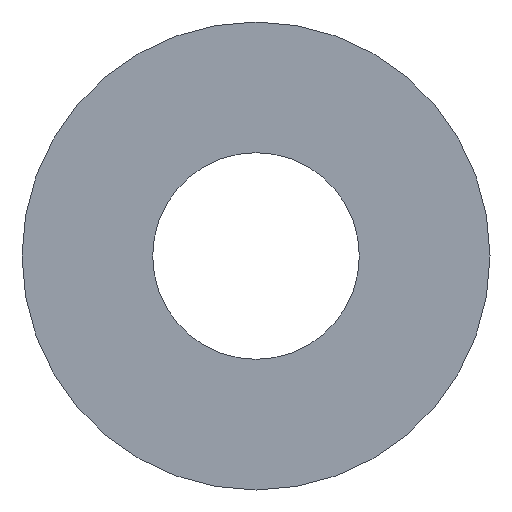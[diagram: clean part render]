
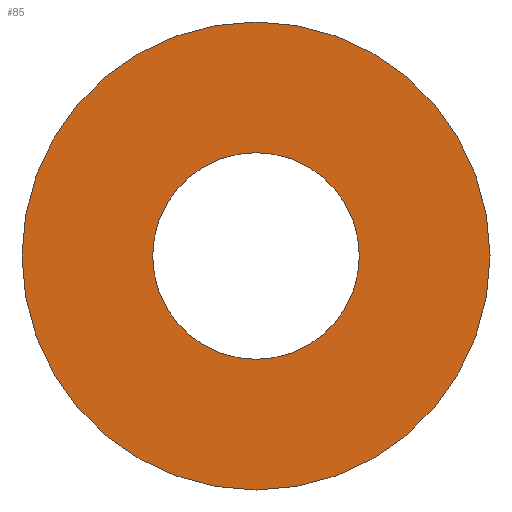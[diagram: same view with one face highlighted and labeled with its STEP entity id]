
A CAD part, front view. The second image highlights one B-rep face of the part: STEP entity #85.
In plain terms, the highlighted planar face has unit normal (0, -1, 0).
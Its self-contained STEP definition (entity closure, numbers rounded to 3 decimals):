
#1 = PLANE ( 'NONE',  #30 ) ;
#2 = DIRECTION ( 'NONE',  ( 0., 0., 1. ) ) ;
#6 = DIRECTION ( 'NONE',  ( 0., 0., 1. ) ) ;
#12 = CARTESIAN_POINT ( 'NONE',  ( 0., 0., 0. ) ) ;
#15 = FACE_BOUND ( 'NONE', #117, .T. ) ;
#29 = DIRECTION ( 'NONE',  ( 0., 1., 0. ) ) ;
#30 = AXIS2_PLACEMENT_3D ( 'NONE', #161, #196, #2 ) ;
#38 = VERTEX_POINT ( 'NONE', #157 ) ;
#41 = VERTEX_POINT ( 'NONE', #102 ) ;
#49 = CARTESIAN_POINT ( 'NONE',  ( 0., 0., 0. ) ) ;
#57 = CIRCLE ( 'NONE', #232, 3.975 ) ;
#68 = DIRECTION ( 'NONE',  ( 0., 0., 1. ) ) ;
#85 = ADVANCED_FACE ( 'NONE', ( #204, #15 ), #1, .F. ) ;
#96 = VERTEX_POINT ( 'NONE', #217 ) ;
#102 = CARTESIAN_POINT ( 'NONE',  ( 0., 0., -3.975 ) ) ;
#103 = EDGE_CURVE ( 'NONE', #174, #38, #155, .T. ) ;
#114 = AXIS2_PLACEMENT_3D ( 'NONE', #12, #244, #133 ) ;
#117 = EDGE_LOOP ( 'NONE', ( #139, #120 ) ) ;
#120 = ORIENTED_EDGE ( 'NONE', *, *, #149, .T. ) ;
#121 = EDGE_CURVE ( 'NONE', #41, #96, #57, .T. ) ;
#124 = EDGE_LOOP ( 'NONE', ( #190, #200 ) ) ;
#126 = DIRECTION ( 'NONE',  ( 0., 1., 0. ) ) ;
#130 = CARTESIAN_POINT ( 'NONE',  ( 0., 0., -9. ) ) ;
#133 = DIRECTION ( 'NONE',  ( 0., 0., 1. ) ) ;
#139 = ORIENTED_EDGE ( 'NONE', *, *, #121, .T. ) ;
#143 = EDGE_CURVE ( 'NONE', #38, #174, #154, .T. ) ;
#149 = EDGE_CURVE ( 'NONE', #96, #41, #209, .T. ) ;
#154 = CIRCLE ( 'NONE', #246, 9. ) ;
#155 = CIRCLE ( 'NONE', #219, 9. ) ;
#157 = CARTESIAN_POINT ( 'NONE',  ( 0., 0., 9. ) ) ;
#161 = CARTESIAN_POINT ( 'NONE',  ( 0., 0., 0. ) ) ;
#164 = DIRECTION ( 'NONE',  ( 0., 1., 0. ) ) ;
#174 = VERTEX_POINT ( 'NONE', #130 ) ;
#180 = DIRECTION ( 'NONE',  ( 0., 0., 1. ) ) ;
#190 = ORIENTED_EDGE ( 'NONE', *, *, #103, .F. ) ;
#196 = DIRECTION ( 'NONE',  ( 0., 1., 0. ) ) ;
#200 = ORIENTED_EDGE ( 'NONE', *, *, #143, .F. ) ;
#204 = FACE_OUTER_BOUND ( 'NONE', #124, .T. ) ;
#209 = CIRCLE ( 'NONE', #114, 3.975 ) ;
#214 = CARTESIAN_POINT ( 'NONE',  ( 0., 0., 0. ) ) ;
#217 = CARTESIAN_POINT ( 'NONE',  ( 0., 0., 3.975 ) ) ;
#219 = AXIS2_PLACEMENT_3D ( 'NONE', #238, #126, #6 ) ;
#232 = AXIS2_PLACEMENT_3D ( 'NONE', #214, #29, #68 ) ;
#238 = CARTESIAN_POINT ( 'NONE',  ( 0., 0., 0. ) ) ;
#244 = DIRECTION ( 'NONE',  ( 0., 1., 0. ) ) ;
#246 = AXIS2_PLACEMENT_3D ( 'NONE', #49, #164, #180 ) ;
